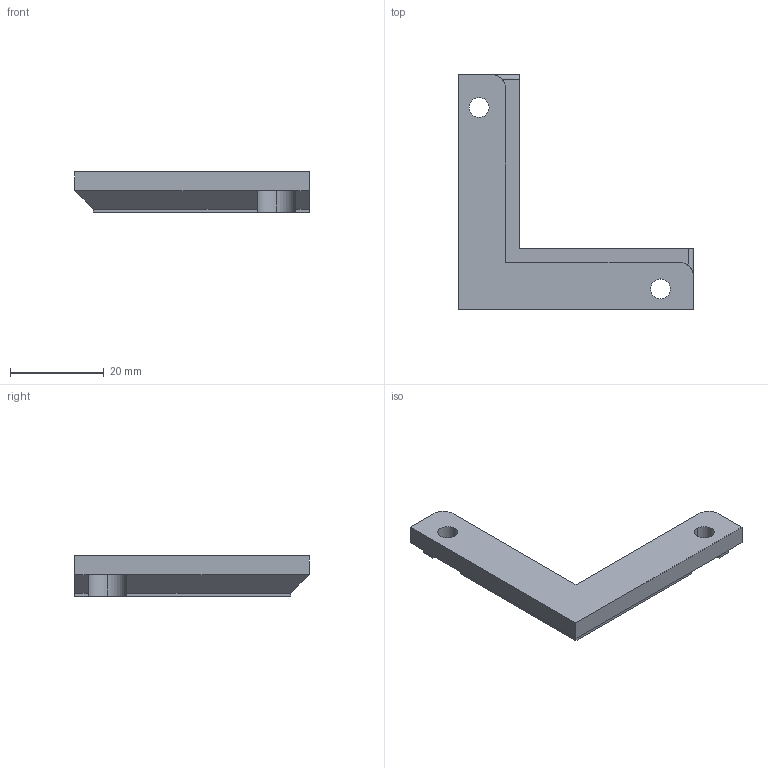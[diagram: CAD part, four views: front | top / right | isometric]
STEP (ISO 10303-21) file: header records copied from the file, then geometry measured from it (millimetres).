
FILE_DESCRIPTION (( 'STEP AP214' ), '1' );
FILE_NAME ('Ecke.STEP', '2024-09-19T07:48:46', ( '' ), ( '' ), 'SwSTEP 2.0', 'SolidWorks 2023', '' );
FILE_SCHEMA (( 'AUTOMOTIVE_DESIGN' ));
Length unit declared in the file: millimetre
Products named in the file (1): Ecke
Bounding box: 50 x 50 x 8.6 mm (x, y, z)
Volume: 6793.2 mm3; surface area: 3866.1 mm2
Topology: 1 solids, 1 shells, 37 faces, 99 edges, 64 vertices
Faces by surface type: plane 25, cylinder 12
Entity records: 1192 total; most frequent: CARTESIAN_POINT 219, ORIENTED_EDGE 198, DIRECTION 195, EDGE_CURVE 99, LINE 75, VECTOR 75, VERTEX_POINT 64, AXIS2_PLACEMENT_3D 60
